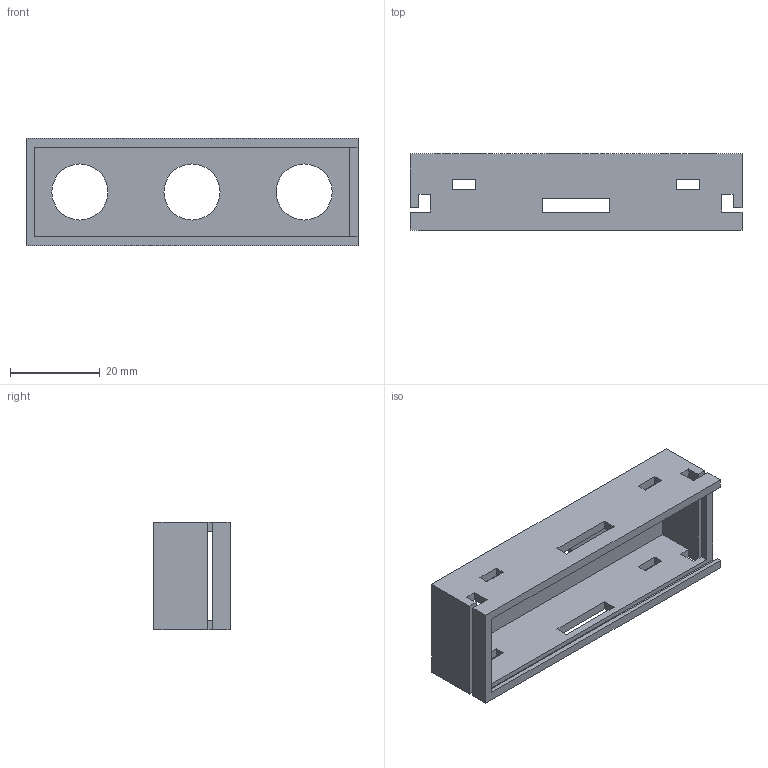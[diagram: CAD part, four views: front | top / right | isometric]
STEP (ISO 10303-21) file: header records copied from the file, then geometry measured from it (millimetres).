
FILE_DESCRIPTION(/* description */ (''),/* implementation_level */ '2;1');
FILE_NAME(/* name */ 'Canal - base v15.step',/* time_stamp */ '2025-11-11T16:25:57+01:00',/* author */ (''),/* organization */ (''),/* preprocessor_version */ 'ST-DEVELOPER v20.1',/* originating_system */ 'Autodesk Translation Framework v14.17.0.0',/* authorisation */ '');
FILE_SCHEMA (('AUTOMOTIVE_DESIGN { 1 0 10303 214 3 1 1 }'));
Length unit declared in the file: millimetre
Products named in the file (1): Canal - base
Bounding box: 74 x 17 x 24 mm (x, y, z)
Volume: 6421.1 mm3; surface area: 9538.4 mm2
Topology: 1 solids, 1 shells, 62 faces, 189 edges, 126 vertices
Faces by surface type: plane 59, cylinder 3
Full cylindrical faces by diameter (mm): 12.5 x3
Entity records: 2156 total; most frequent: ORIENTED_EDGE 378, CARTESIAN_POINT 378, DIRECTION 321, EDGE_CURVE 189, LINE 183, VECTOR 183, VERTEX_POINT 126, EDGE_LOOP 81
